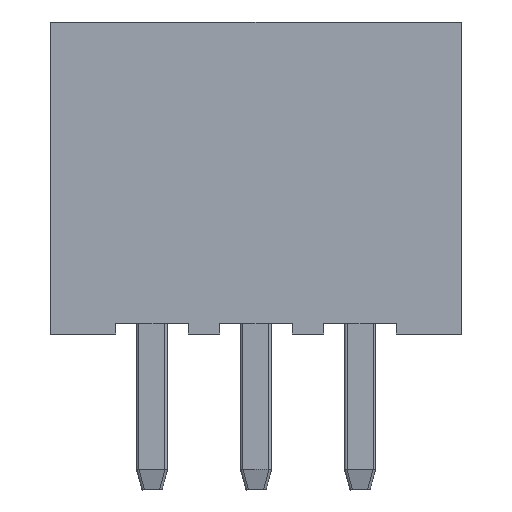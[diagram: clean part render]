
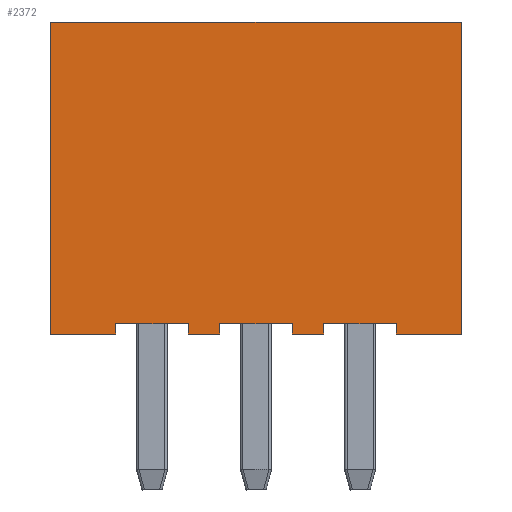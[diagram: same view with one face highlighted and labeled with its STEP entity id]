
A CAD part, front view. The second image highlights one B-rep face of the part: STEP entity #2372.
In plain terms, the highlighted planar face has unit normal (0, -1, 0).
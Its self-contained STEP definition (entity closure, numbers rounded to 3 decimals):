
#21 = CARTESIAN_POINT ( 'NONE',  ( 0., -3., 0. ) ) ;
#61 = VERTEX_POINT ( 'NONE', #1492 ) ;
#96 = DIRECTION ( 'NONE',  ( 1., 0., 0. ) ) ;
#123 = VERTEX_POINT ( 'NONE', #579 ) ;
#157 = CARTESIAN_POINT ( 'NONE',  ( 0., -3., 0.2 ) ) ;
#163 = CARTESIAN_POINT ( 'NONE',  ( -0.7, -3., 0. ) ) ;
#172 = LINE ( 'NONE', #157, #663 ) ;
#196 = LINE ( 'NONE', #926, #963 ) ;
#211 = CARTESIAN_POINT ( 'NONE',  ( -0.7, -3., 0.2 ) ) ;
#218 = CARTESIAN_POINT ( 'NONE',  ( 0.7, -3., 0.2 ) ) ;
#235 = VERTEX_POINT ( 'NONE', #218 ) ;
#239 = DIRECTION ( 'NONE',  ( 1., 0., 0. ) ) ;
#258 = CARTESIAN_POINT ( 'NONE',  ( 1.3, -3., 0.2 ) ) ;
#279 = VECTOR ( 'NONE', #3174, 1000. ) ;
#280 = LINE ( 'NONE', #846, #279 ) ;
#298 = CARTESIAN_POINT ( 'NONE',  ( -2.7, -3., 0.2 ) ) ;
#329 = CARTESIAN_POINT ( 'NONE',  ( -3.95, -3., 0. ) ) ;
#347 = ORIENTED_EDGE ( 'NONE', *, *, #3479, .T. ) ;
#391 = CARTESIAN_POINT ( 'NONE',  ( -2.7, -3., 0. ) ) ;
#413 = DIRECTION ( 'NONE',  ( 1., 0., 0. ) ) ;
#566 = VERTEX_POINT ( 'NONE', #2404 ) ;
#579 = CARTESIAN_POINT ( 'NONE',  ( -1.3, -3., 0. ) ) ;
#580 = VECTOR ( 'NONE', #1249, 1000. ) ;
#605 = CARTESIAN_POINT ( 'NONE',  ( 3.95, -3., 6. ) ) ;
#663 = VECTOR ( 'NONE', #413, 1000. ) ;
#710 = VERTEX_POINT ( 'NONE', #2328 ) ;
#718 = VECTOR ( 'NONE', #3261, 1000. ) ;
#750 = CARTESIAN_POINT ( 'NONE',  ( -3.95, -3., 6. ) ) ;
#792 = VECTOR ( 'NONE', #3215, 1000. ) ;
#846 = CARTESIAN_POINT ( 'NONE',  ( -2.7, -3., 0.2 ) ) ;
#852 = LINE ( 'NONE', #1305, #718 ) ;
#867 = VERTEX_POINT ( 'NONE', #329 ) ;
#880 = DIRECTION ( 'NONE',  ( -1., 0., 0. ) ) ;
#926 = CARTESIAN_POINT ( 'NONE',  ( 0., -3., 0. ) ) ;
#963 = VECTOR ( 'NONE', #2445, 1000. ) ;
#991 = LINE ( 'NONE', #605, #1326 ) ;
#993 = ORIENTED_EDGE ( 'NONE', *, *, #3276, .T. ) ;
#1036 = AXIS2_PLACEMENT_3D ( 'NONE', #750, #2805, #1095 ) ;
#1047 = CARTESIAN_POINT ( 'NONE',  ( 2.7, -3., 0. ) ) ;
#1090 = VERTEX_POINT ( 'NONE', #298 ) ;
#1095 = DIRECTION ( 'NONE',  ( 0., 0., -1. ) ) ;
#1136 = CARTESIAN_POINT ( 'NONE',  ( -0.7, -3., 0.2 ) ) ;
#1144 = VERTEX_POINT ( 'NONE', #211 ) ;
#1176 = CARTESIAN_POINT ( 'NONE',  ( -1.3, -3., 0.2 ) ) ;
#1199 = ORIENTED_EDGE ( 'NONE', *, *, #3425, .T. ) ;
#1230 = VERTEX_POINT ( 'NONE', #1176 ) ;
#1249 = DIRECTION ( 'NONE',  ( -1., 0., 0. ) ) ;
#1280 = ORIENTED_EDGE ( 'NONE', *, *, #3441, .T. ) ;
#1305 = CARTESIAN_POINT ( 'NONE',  ( -3.95, -3., 6. ) ) ;
#1306 = ORIENTED_EDGE ( 'NONE', *, *, #2864, .F. ) ;
#1326 = VECTOR ( 'NONE', #1570, 1000. ) ;
#1397 = CARTESIAN_POINT ( 'NONE',  ( -3.95, -3., 6. ) ) ;
#1426 = CARTESIAN_POINT ( 'NONE',  ( -3.95, -3., 6. ) ) ;
#1477 = DIRECTION ( 'NONE',  ( 0., 0., 1. ) ) ;
#1492 = CARTESIAN_POINT ( 'NONE',  ( 1.3, -3., 0. ) ) ;
#1562 = CARTESIAN_POINT ( 'NONE',  ( 0., -3., 0. ) ) ;
#1570 = DIRECTION ( 'NONE',  ( 0., 0., 1. ) ) ;
#1604 = ORIENTED_EDGE ( 'NONE', *, *, #3266, .T. ) ;
#1623 = CARTESIAN_POINT ( 'NONE',  ( 3.95, -3., 6. ) ) ;
#1638 = VERTEX_POINT ( 'NONE', #163 ) ;
#1679 = VERTEX_POINT ( 'NONE', #1924 ) ;
#1686 = DIRECTION ( 'NONE',  ( -1., 0., 0. ) ) ;
#1688 = VECTOR ( 'NONE', #2012, 1000. ) ;
#1691 = VERTEX_POINT ( 'NONE', #1047 ) ;
#1738 = CARTESIAN_POINT ( 'NONE',  ( 0.7, -3., 0.2 ) ) ;
#1765 = VERTEX_POINT ( 'NONE', #1917 ) ;
#1818 = LINE ( 'NONE', #21, #3681 ) ;
#1831 = DIRECTION ( 'NONE',  ( -1., 0., 0. ) ) ;
#1839 = DIRECTION ( 'NONE',  ( 0., 0., -1. ) ) ;
#1847 = LINE ( 'NONE', #2816, #3416 ) ;
#1910 = VERTEX_POINT ( 'NONE', #1623 ) ;
#1917 = CARTESIAN_POINT ( 'NONE',  ( 2.7, -3., 0.2 ) ) ;
#1922 = CARTESIAN_POINT ( 'NONE',  ( 2.7, -3., 0.2 ) ) ;
#1924 = CARTESIAN_POINT ( 'NONE',  ( 1.3, -3., 0.2 ) ) ;
#1933 = EDGE_LOOP ( 'NONE', ( #2344, #1199, #2900, #2758, #993, #2748, #1604, #3064, #3295, #2715, #1280, #1956, #3095, #347, #2597, #1306 ) ) ;
#1956 = ORIENTED_EDGE ( 'NONE', *, *, #2916, .F. ) ;
#2012 = DIRECTION ( 'NONE',  ( 0., 0., -1. ) ) ;
#2192 = DIRECTION ( 'NONE',  ( 0., 0., -1. ) ) ;
#2263 = EDGE_CURVE ( 'NONE', #566, #1910, #991, .T. ) ;
#2292 = VECTOR ( 'NONE', #1686, 1000. ) ;
#2299 = LINE ( 'NONE', #1397, #2292 ) ;
#2313 = EDGE_CURVE ( 'NONE', #2374, #867, #852, .T. ) ;
#2328 = CARTESIAN_POINT ( 'NONE',  ( 0.7, -3., 0. ) ) ;
#2339 = LINE ( 'NONE', #258, #792 ) ;
#2344 = ORIENTED_EDGE ( 'NONE', *, *, #3641, .T. ) ;
#2372 = ADVANCED_FACE ( 'NONE', ( #3183 ), #3356, .T. ) ;
#2374 = VERTEX_POINT ( 'NONE', #1426 ) ;
#2404 = CARTESIAN_POINT ( 'NONE',  ( 3.95, -3., 0. ) ) ;
#2445 = DIRECTION ( 'NONE',  ( -1., 0., 0. ) ) ;
#2561 = VECTOR ( 'NONE', #2192, 1000. ) ;
#2597 = ORIENTED_EDGE ( 'NONE', *, *, #2313, .T. ) ;
#2644 = LINE ( 'NONE', #2653, #3208 ) ;
#2653 = CARTESIAN_POINT ( 'NONE',  ( -1.3, -3., 0.2 ) ) ;
#2683 = LINE ( 'NONE', #1922, #2561 ) ;
#2715 = ORIENTED_EDGE ( 'NONE', *, *, #3336, .T. ) ;
#2748 = ORIENTED_EDGE ( 'NONE', *, *, #3248, .T. ) ;
#2758 = ORIENTED_EDGE ( 'NONE', *, *, #3303, .F. ) ;
#2805 = DIRECTION ( 'NONE',  ( 0., -1., 0. ) ) ;
#2816 = CARTESIAN_POINT ( 'NONE',  ( 0., -3., 0.2 ) ) ;
#2864 = EDGE_CURVE ( 'NONE', #2929, #867, #3096, .T. ) ;
#2900 = ORIENTED_EDGE ( 'NONE', *, *, #3318, .T. ) ;
#2916 = EDGE_CURVE ( 'NONE', #566, #1691, #196, .T. ) ;
#2929 = VERTEX_POINT ( 'NONE', #391 ) ;
#2986 = VECTOR ( 'NONE', #1831, 1000. ) ;
#3064 = ORIENTED_EDGE ( 'NONE', *, *, #3291, .F. ) ;
#3095 = ORIENTED_EDGE ( 'NONE', *, *, #2263, .T. ) ;
#3096 = LINE ( 'NONE', #3471, #580 ) ;
#3174 = DIRECTION ( 'NONE',  ( 0., 0., 1. ) ) ;
#3183 = FACE_OUTER_BOUND ( 'NONE', #1933, .T. ) ;
#3208 = VECTOR ( 'NONE', #1839, 1000. ) ;
#3215 = DIRECTION ( 'NONE',  ( 0., 0., 1. ) ) ;
#3248 = EDGE_CURVE ( 'NONE', #1144, #235, #1847, .T. ) ;
#3261 = DIRECTION ( 'NONE',  ( 0., 0., -1. ) ) ;
#3266 = EDGE_CURVE ( 'NONE', #235, #710, #3631, .T. ) ;
#3276 = EDGE_CURVE ( 'NONE', #1638, #1144, #3447, .T. ) ;
#3291 = EDGE_CURVE ( 'NONE', #61, #710, #1818, .T. ) ;
#3295 = ORIENTED_EDGE ( 'NONE', *, *, #3311, .T. ) ;
#3303 = EDGE_CURVE ( 'NONE', #1638, #123, #3683, .T. ) ;
#3311 = EDGE_CURVE ( 'NONE', #61, #1679, #2339, .T. ) ;
#3318 = EDGE_CURVE ( 'NONE', #1230, #123, #2644, .T. ) ;
#3336 = EDGE_CURVE ( 'NONE', #1679, #1765, #3651, .T. ) ;
#3356 = PLANE ( 'NONE',  #1036 ) ;
#3416 = VECTOR ( 'NONE', #239, 1000. ) ;
#3425 = EDGE_CURVE ( 'NONE', #1090, #1230, #172, .T. ) ;
#3441 = EDGE_CURVE ( 'NONE', #1765, #1691, #2683, .T. ) ;
#3447 = LINE ( 'NONE', #1136, #3497 ) ;
#3471 = CARTESIAN_POINT ( 'NONE',  ( 0., -3., 0. ) ) ;
#3479 = EDGE_CURVE ( 'NONE', #1910, #2374, #2299, .T. ) ;
#3497 = VECTOR ( 'NONE', #1477, 1000. ) ;
#3509 = CARTESIAN_POINT ( 'NONE',  ( 0., -3., 0.2 ) ) ;
#3631 = LINE ( 'NONE', #1738, #1688 ) ;
#3641 = EDGE_CURVE ( 'NONE', #2929, #1090, #280, .T. ) ;
#3646 = VECTOR ( 'NONE', #96, 1000. ) ;
#3651 = LINE ( 'NONE', #3509, #3646 ) ;
#3681 = VECTOR ( 'NONE', #880, 1000. ) ;
#3683 = LINE ( 'NONE', #1562, #2986 ) ;
